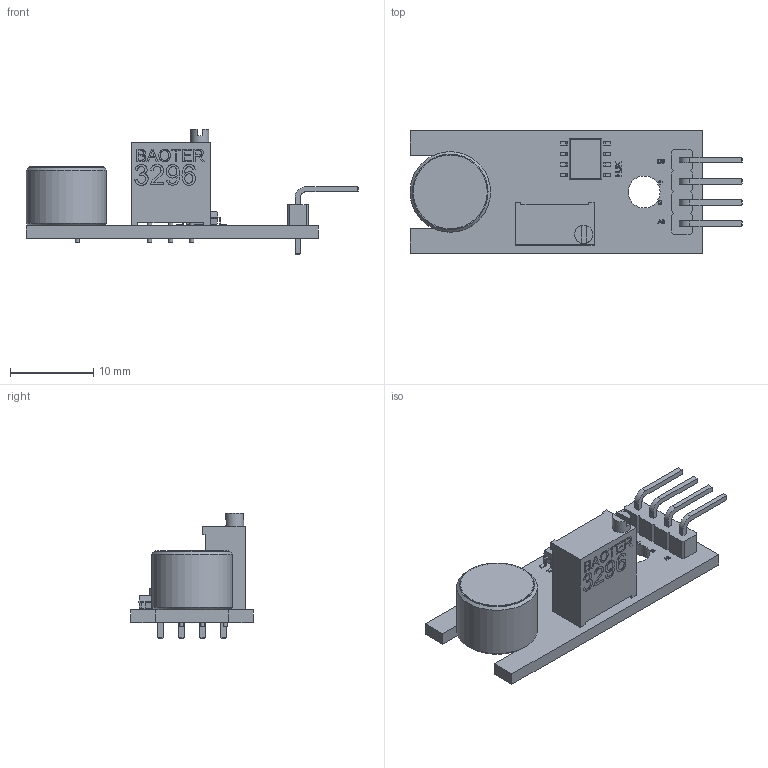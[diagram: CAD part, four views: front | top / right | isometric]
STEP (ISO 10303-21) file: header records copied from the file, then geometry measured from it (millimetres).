
FILE_DESCRIPTION(/* description */ ('Unknown'),/* implementation_level */ '2;1');
FILE_NAME(/* name */ 'KY-037_Micrphpone_Module',/* time_stamp */ '2025-10-18T18:19:29+03:00',/* author */ ('Unknown'),/* organization */ ('Unknown'),/* preprocessor_version */ 'ST-DEVELOPER v20',/* originating_system */ 'Solid Edge',/* authorisation */ 'Unknown');
FILE_SCHEMA (('AUTOMOTIVE_DESIGN {1 0 10303 214 3 1 1}'));
Length unit declared in the file: millimetre
Products named in the file (14): HJX_Micrphpone_Module; HJX_Mike_PCB; SUB_Microphone; Mike_housing; Mike_cap; Mike_terminal; SOIC-8; Baoter_3296_Assy; Bao_3296_Body; Bao_3296_Adj_Trim; Bao_3296_Terminal; 1X4_DuPont_Male_90; 1X4_Pin_Holder; 90_Pin_M
Assembly tree (19 placements, depth 3):
  HJX_Micrphpone_Module
    HJX_Mike_PCB
    SUB_Microphone
      Mike_housing
      Mike_cap
      Mike_terminal  x2
    SOIC-8
    Baoter_3296_Assy
      Bao_3296_Body
      Bao_3296_Adj_Trim
      Bao_3296_Terminal  x3
    1X4_DuPont_Male_90
      1X4_Pin_Holder
      90_Pin_M  x4
Bounding box: 40 x 14.8 x 15.13 mm (x, y, z)
Volume: 1438.8 mm3; surface area: 2606.9 mm2
Topology: 16 solids, 16 shells, 489 faces, 1189 edges, 768 vertices
Faces by surface type: plane 385, cylinder 67, bspline 35, cone 2
Full cylindrical faces by diameter (mm): 0.5 x12, 0.8 x3, 1 x4, 2.19 x1, 2.2 x1, 3.85 x1, 8.7 x2, 8.9 x1, 9.7 x1
Entity records: 16255 total; most frequent: CARTESIAN_POINT 4362, ORIENTED_EDGE 2052, DIRECTION 1899, EDGE_CURVE 1026, LINE 835, VECTOR 835, VERTEX_POINT 689, AXIS2_PLACEMENT_3D 532
